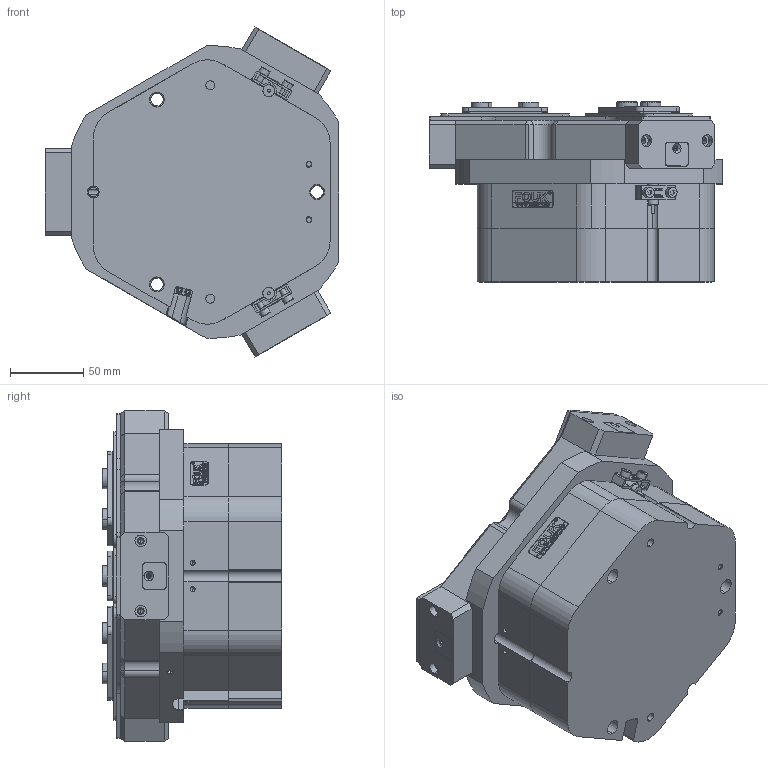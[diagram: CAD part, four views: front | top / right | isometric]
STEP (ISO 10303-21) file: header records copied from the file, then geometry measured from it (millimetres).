
FILE_DESCRIPTION (( 'STEP AP203' ), '1' );
FILE_NAME ('FZ125-200-S-P-NC.STEP', '2025-03-28T05:42:47', ( 'USER-' ), ( 'Microsoft' ), 'SwSTEP 2.0', 'SolidWorks 2018', '' );
FILE_SCHEMA (( 'CONFIG_CONTROL_DESIGN' ));
Length unit declared in the file: millimetre
Products named in the file (18): TZT125-200-M-06 笢猾啣-1; TZT125-200-M-12 耜猾极; 棠羲換覜ん; ﾏ擎ﾗ14｡ﾁ10｡ﾁ8; FZ125-200-S-P-NC; TZT125-200-S-02 賑輸; 电容传感器-1; 32x12-R2; TZT125-200-M-11 奻葡裔啣; 覜聆假蚾极-1; FZ125-200-S; TZT125-200-M-13 痄雄結啣; TZ55-94-M-15 耜猾苤裔; 20241226-M4 M4換覜ん揤輸; TZT125-200-M-NO-05 赻坶菁裔啣-1; TZT125-200-M-14 忒硌薊啣; TZT125-200-M-01 褲极; 内六角圆柱头螺钉[GBT70_1-2008][M4×12]_M4×12
Assembly tree (46 placements, depth 3):
  FZ125-200-S-P-NC
    TZT125-200-M-11 奻葡裔啣
    TZT125-200-M-13 痄雄結啣  x3
    TZT125-200-M-14 忒硌薊啣  x3
    TZT125-200-M-12 耜猾极  x3
    TZ55-94-M-15 耜猾苤裔  x3
    FZ125-200-S
      TZT125-200-S-02 賑輸  x3
      覜聆假蚾极-1  x3
      电容传感器-1  x2
      TZT125-200-M-06 笢猾啣-1
      TZT125-200-M-01 褲极
      32x12-R2
      棠羲換覜ん  x2
      ﾏ擎ﾗ14｡ﾁ10｡ﾁ8  x6
      20241226-M4 M4換覜ん揤輸  x2
      内六角圆柱头螺钉[GBT70_1-2008][M4×12]_M4×12  x4
    ﾏ擎ﾗ14｡ﾁ10｡ﾁ8  x6
    TZT125-200-M-NO-05 赻坶菁裔啣-1
Bounding box: 201 x 123 x 225.73 mm (x, y, z)
Volume: 2641115.1 mm3; surface area: 378979.8 mm2
Topology: 45 solids, 48 shells, 2643 faces, 6899 edges, 4436 vertices
Faces by surface type: plane 1249, cylinder 696, bspline 379, cone 291, torus 28
Entity records: 62376 total; most frequent: CARTESIAN_POINT 19879, ORIENTED_EDGE 8626, DIRECTION 7577, EDGE_CURVE 4313, VERTEX_POINT 2816, VECTOR 2781, LINE 2781, AXIS2_PLACEMENT_3D 2398
